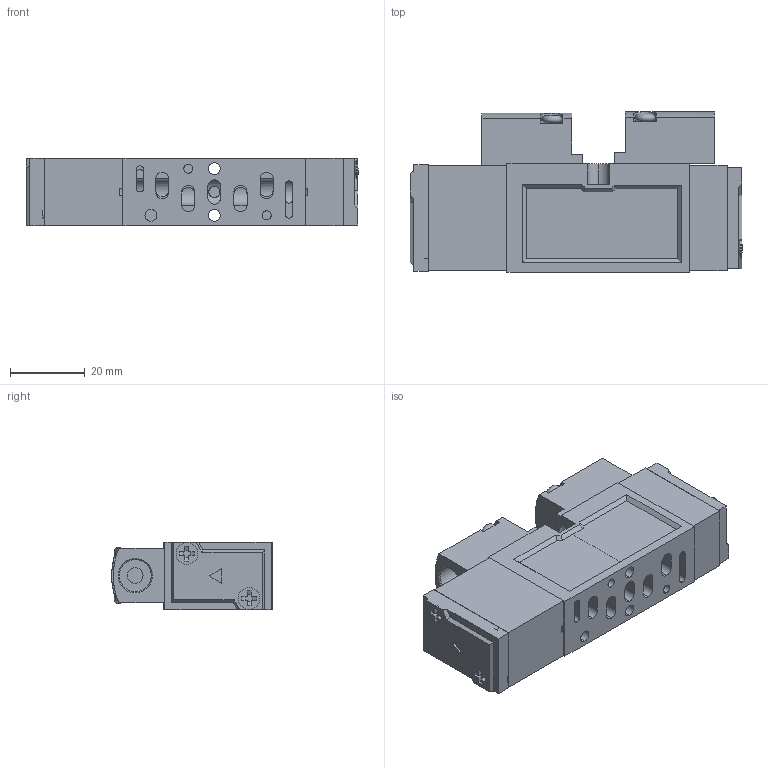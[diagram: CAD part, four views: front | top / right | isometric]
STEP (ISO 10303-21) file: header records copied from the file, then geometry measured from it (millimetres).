
FILE_DESCRIPTION (( 'STEP AP203' ), '1' );
FILE_NAME ('SIP233.STEP', '2013-01-29T08:04:14', ( '' ), ( '' ), 'SwSTEP 2.0', 'SolidWorks 2008', '' );
FILE_SCHEMA (( 'CONFIG_CONTROL_DESIGN' ));
Length unit declared in the file: millimetre
Products named in the file (13): SIP233; SIV200 BODY_晦獄 撲薑; semi_ル遽; SemiPilotZnDC(SF2000)_ル遽; SemiPilotCover(ZnDC)_ル遽; SemiPilotCoverBolt M3xL16_ル遽; BlockPilot_ル遽; BC_ル遽; BodyCover(SF2000)ZcDC_ル遽; BodyCoverBoltM3xL8(SF2000)_ル遽; MA_ル遽; PneumaticPilot_ル遽; PneumaticPilotBoltM3xL16_ル遽
Assembly tree (16 placements, depth 3):
  SIP233
    SIV200 BODY_晦獄 撲薑
    BC_ル遽
      BodyCoverBoltM3xL8(SF2000)_ル遽  x2
      BodyCover(SF2000)ZcDC_ル遽
    MA_ル遽  x2
      PneumaticPilot_ル遽
      PneumaticPilotBoltM3xL16_ル遽
    semi_ル遽
      SemiPilotCoverBolt M3xL16_ル遽  x2
      SemiPilotCover(ZnDC)_ル遽
      SemiPilotZnDC(SF2000)_ル遽
    BlockPilot_ル遽
Bounding box: 89 x 42.94 x 18 mm (x, y, z)
Volume: 38792.3 mm3; surface area: 28410.5 mm2
Topology: 15 solids, 19 shells, 900 faces, 2368 edges, 1527 vertices
Faces by surface type: plane 528, cylinder 294, cone 70, torus 8
Entity records: 24223 total; most frequent: CARTESIAN_POINT 4337, DIRECTION 3920, ORIENTED_EDGE 3776, EDGE_CURVE 1888, AXIS2_PLACEMENT_3D 1328, LINE 1264, VECTOR 1264, VERTEX_POINT 1235
